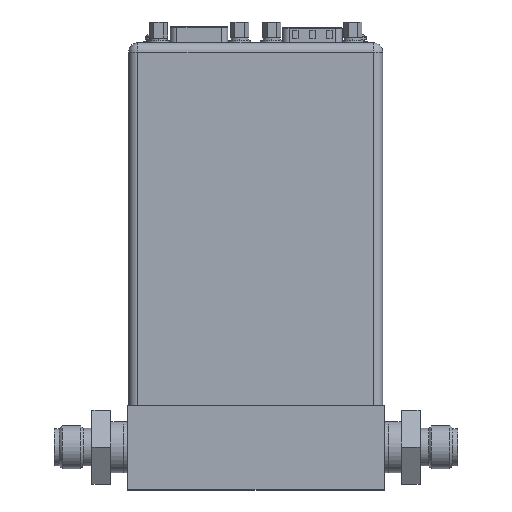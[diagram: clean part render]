
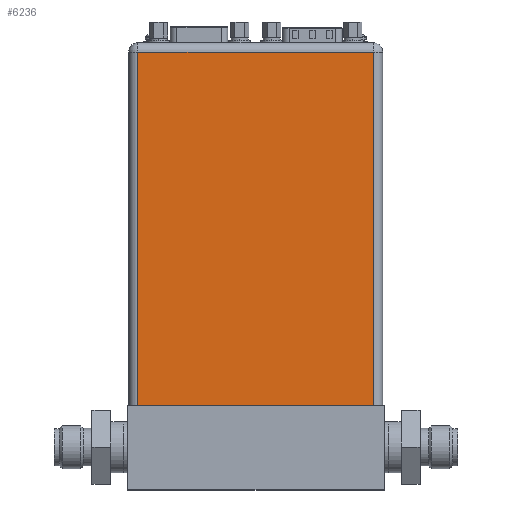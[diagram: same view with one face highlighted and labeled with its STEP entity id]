
A CAD part, top view. The second image highlights one B-rep face of the part: STEP entity #6236.
In plain terms, the highlighted planar face has unit normal (0, 0, 1).
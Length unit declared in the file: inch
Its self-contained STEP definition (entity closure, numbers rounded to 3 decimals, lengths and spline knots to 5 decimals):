
#4786=DIRECTION('',(0.,1.,0.));
#4787=VECTOR('',#4786,4.141);
#4788=CARTESIAN_POINT('',(1.3785,0.,1.425));
#4789=LINE('',#4788,#4787);
#4794=DIRECTION('',(-1.,0.,0.));
#4795=VECTOR('',#4794,2.757);
#4796=CARTESIAN_POINT('',(1.3785,0.,1.425));
#4797=LINE('',#4796,#4795);
#4802=DIRECTION('',(0.,-1.,0.));
#4803=VECTOR('',#4802,4.141);
#4804=CARTESIAN_POINT('',(-1.3785,4.141,1.425));
#4805=LINE('',#4804,#4803);
#5316=DIRECTION('',(-1.,0.,0.));
#5317=VECTOR('',#5316,2.757);
#5318=CARTESIAN_POINT('',(1.3785,4.141,1.425));
#5319=LINE('',#5318,#5317);
#5828=CARTESIAN_POINT('',(-1.3785,0.,1.425));
#5829=VERTEX_POINT('',#5828);
#5830=CARTESIAN_POINT('',(1.3785,0.,1.425));
#5831=VERTEX_POINT('',#5830);
#6089=CARTESIAN_POINT('',(1.3785,4.141,1.425));
#6090=VERTEX_POINT('',#6089);
#6091=CARTESIAN_POINT('',(-1.3785,4.141,1.425));
#6092=VERTEX_POINT('',#6091);
#6223=CARTESIAN_POINT('',(-1.4875,0.,1.425));
#6224=DIRECTION('',(0.,0.,1.));
#6225=DIRECTION('',(1.,0.,0.));
#6226=AXIS2_PLACEMENT_3D('',#6223,#6224,#6225);
#6227=PLANE('',#6226);
#6228=ORIENTED_EDGE('',*,*,#6215,.F.);
#6229=ORIENTED_EDGE('',*,*,#6143,.T.);
#6231=ORIENTED_EDGE('',*,*,#6230,.F.);
#6233=ORIENTED_EDGE('',*,*,#6232,.F.);
#6234=EDGE_LOOP('',(#6228,#6229,#6231,#6233));
#6235=FACE_OUTER_BOUND('',#6234,.F.);
#6236=ADVANCED_FACE('',(#6235),#6227,.T.);
#6143=EDGE_CURVE('',#5831,#5829,#4797,.T.);
#6215=EDGE_CURVE('',#5831,#6090,#4789,.T.);
#6230=EDGE_CURVE('',#6092,#5829,#4805,.T.);
#6232=EDGE_CURVE('',#6090,#6092,#5319,.T.);
